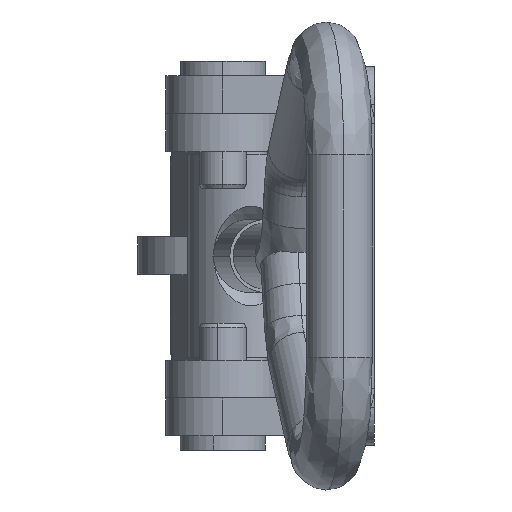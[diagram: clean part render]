
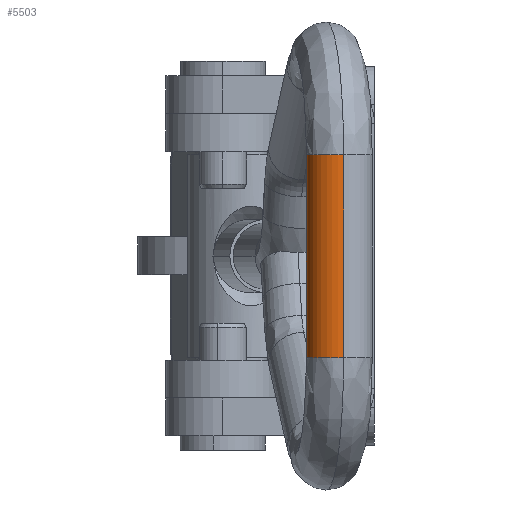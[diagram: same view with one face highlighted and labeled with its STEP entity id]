
A CAD part, left-side view. The second image highlights one B-rep face of the part: STEP entity #5503.
In plain terms, the highlighted free-form (B-spline) face has degree [3, 1] with [4, 2] control points.
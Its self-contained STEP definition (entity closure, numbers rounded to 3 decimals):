
#408 = CARTESIAN_POINT ( 'NONE',  ( -10.72, 95.5, 0. ) ) ;
#587 = ORIENTED_EDGE ( 'NONE', *, *, #2789, .F. ) ;
#718 = EDGE_LOOP ( 'NONE', ( #587, #3322, #6129, #2215 ) ) ;
#722 = CARTESIAN_POINT ( 'NONE',  ( -10.72, 95.5, 0. ) ) ;
#769 = VECTOR ( 'NONE', #4071, 1000. ) ;
#942 = DIRECTION ( 'NONE',  ( -1., 0., 0. ) ) ;
#961 = LINE ( 'NONE', #4680, #769 ) ;
#1000 = LINE ( 'NONE', #3253, #5450 ) ;
#1078 = CARTESIAN_POINT ( 'NONE',  ( -10.7, 92., 0. ) ) ;
#1306 = CARTESIAN_POINT ( 'NONE',  ( -10.72, 95.5, -7. ) ) ;
#1672 = DIRECTION ( 'NONE',  ( 0.006, -1., 0. ) ) ;
#1763 = CARTESIAN_POINT ( 'NONE',  ( 10.68, 95.5, 0. ) ) ;
#1887 = CARTESIAN_POINT ( 'NONE',  ( -10.68, 88.5, -7. ) ) ;
#2215 = ORIENTED_EDGE ( 'NONE', *, *, #5602, .F. ) ;
#2333 = DIRECTION ( 'NONE',  ( -1., -0.006, 0. ) ) ;
#2475 = CARTESIAN_POINT ( 'NONE',  ( -10.68, 88.5, 0. ) ) ;
#2789 = EDGE_CURVE ( 'NONE', #5749, #7127, #1000, .T. ) ;
#3253 = CARTESIAN_POINT ( 'NONE',  ( 10.68, 95.5, 0. ) ) ;
#3322 = ORIENTED_EDGE ( 'NONE', *, *, #7383, .T. ) ;
#3633 = CARTESIAN_POINT ( 'NONE',  ( 10.68, 95.5, 0. ) ) ;
#3800 = VERTEX_POINT ( 'NONE', #7235 ) ;
#4071 = DIRECTION ( 'NONE',  ( -1., 0., 0. ) ) ;
#4106 = EDGE_CURVE ( 'NONE', #4973, #3800, #961, .T. ) ;
#4680 = CARTESIAN_POINT ( 'NONE',  ( 10.72, 88.5, 0. ) ) ;
#4812 = CARTESIAN_POINT ( 'NONE',  ( 10.68, 95.5, -7. ) ) ;
#4973 = VERTEX_POINT ( 'NONE', #5322 ) ;
#5168 = DIRECTION ( 'NONE',  ( -1., -0.006, 0. ) ) ;
#5322 = CARTESIAN_POINT ( 'NONE',  ( 10.72, 88.5, 0. ) ) ;
#5368 = CARTESIAN_POINT ( 'NONE',  ( 10.72, 88.5, -7. ) ) ;
#5450 = VECTOR ( 'NONE', #942, 1000. ) ;
#5503 = ADVANCED_FACE ( 'NONE', ( #6116 ), #6120, .T. ) ;
#5602 = EDGE_CURVE ( 'NONE', #7127, #3800, #7190, .T. ) ;
#5635 = AXIS2_PLACEMENT_3D ( 'NONE', #5833, #2333, #6415 ) ;
#5749 = VERTEX_POINT ( 'NONE', #1763 ) ;
#5833 = CARTESIAN_POINT ( 'NONE',  ( 10.7, 92., 0. ) ) ;
#5953 = CARTESIAN_POINT ( 'NONE',  ( 10.72, 88.5, 0. ) ) ;
#6116 = FACE_OUTER_BOUND ( 'NONE', #718, .T. ) ;
#6120 =( BOUNDED_SURFACE ( )  B_SPLINE_SURFACE ( 3, 1, ( 
 ( #3633, #722 ),
 ( #4812, #1306 ),
 ( #5368, #1887 ),
 ( #5953, #2475 ) ),
 .UNSPECIFIED., .F., .F., .F. ) 
 B_SPLINE_SURFACE_WITH_KNOTS ( ( 4, 4 ),
 ( 2, 2 ),
 ( 0., 1. ),
 ( 0., 1. ),
 .UNSPECIFIED. ) 
 GEOMETRIC_REPRESENTATION_ITEM ( )  RATIONAL_B_SPLINE_SURFACE ( (
 ( 1., 1.),
 ( 0.333, 0.333),
 ( 0.333, 0.333),
 ( 1., 1.) ) ) 
 REPRESENTATION_ITEM ( '' )  SURFACE ( )  );
#6129 = ORIENTED_EDGE ( 'NONE', *, *, #4106, .T. ) ;
#6415 = DIRECTION ( 'NONE',  ( 0.006, -1., 0. ) ) ;
#6548 = AXIS2_PLACEMENT_3D ( 'NONE', #1078, #5168, #1672 ) ;
#7127 = VERTEX_POINT ( 'NONE', #408 ) ;
#7149 = CIRCLE ( 'NONE', #5635, 3.5 ) ;
#7190 = CIRCLE ( 'NONE', #6548, 3.5 ) ;
#7235 = CARTESIAN_POINT ( 'NONE',  ( -10.68, 88.5, 0. ) ) ;
#7383 = EDGE_CURVE ( 'NONE', #5749, #4973, #7149, .T. ) ;
